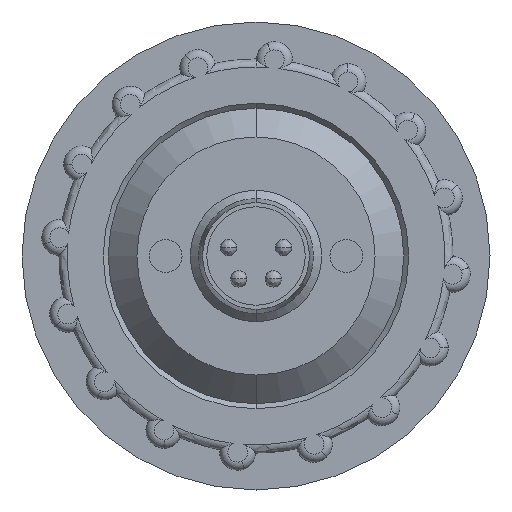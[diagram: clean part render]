
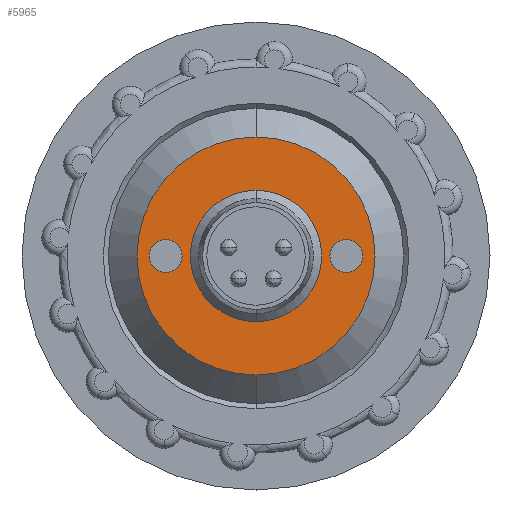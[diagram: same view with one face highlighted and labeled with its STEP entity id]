
A CAD part, front view. The second image highlights one B-rep face of the part: STEP entity #5965.
In plain terms, the highlighted planar face has unit normal (0, -1, 0).
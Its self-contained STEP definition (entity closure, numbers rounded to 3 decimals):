
#67 = AXIS2_PLACEMENT_3D ( 'NONE', #5325, #2684, #4829 ) ;
#175 = DIRECTION ( 'NONE',  ( 0., -1., 0. ) ) ;
#527 = ORIENTED_EDGE ( 'NONE', *, *, #1791, .F. ) ;
#625 = CARTESIAN_POINT ( 'NONE',  ( 5.5, -10.5, 0. ) ) ;
#875 = AXIS2_PLACEMENT_3D ( 'NONE', #1788, #3422, #1290 ) ;
#1008 = CIRCLE ( 'NONE', #4288, 1. ) ;
#1066 = VERTEX_POINT ( 'NONE', #3606 ) ;
#1192 = VERTEX_POINT ( 'NONE', #4392 ) ;
#1206 = AXIS2_PLACEMENT_3D ( 'NONE', #1300, #4847, #2841 ) ;
#1290 = DIRECTION ( 'NONE',  ( 0., 0., -1. ) ) ;
#1300 = CARTESIAN_POINT ( 'NONE',  ( -5.5, -10.5, 0. ) ) ;
#1507 = EDGE_CURVE ( 'NONE', #4275, #1192, #1683, .T. ) ;
#1569 = FACE_OUTER_BOUND ( 'NONE', #1801, .T. ) ;
#1571 = CARTESIAN_POINT ( 'NONE',  ( 0., -10.5, 7.25 ) ) ;
#1664 = DIRECTION ( 'NONE',  ( 0., 0., 1. ) ) ;
#1683 = CIRCLE ( 'NONE', #2760, 7.25 ) ;
#1773 = CARTESIAN_POINT ( 'NONE',  ( 5.5, -10.5, 0. ) ) ;
#1788 = CARTESIAN_POINT ( 'NONE',  ( -5.5, -10.5, 0. ) ) ;
#1791 = EDGE_CURVE ( 'NONE', #5802, #5685, #4808, .T. ) ;
#1801 = EDGE_LOOP ( 'NONE', ( #5076, #3668 ) ) ;
#1803 = CARTESIAN_POINT ( 'NONE',  ( 5.5, -10.5, 1. ) ) ;
#1919 = EDGE_CURVE ( 'NONE', #5685, #5802, #1008, .T. ) ;
#1958 = EDGE_CURVE ( 'NONE', #1192, #4275, #3557, .T. ) ;
#2203 = ORIENTED_EDGE ( 'NONE', *, *, #1919, .F. ) ;
#2459 = ORIENTED_EDGE ( 'NONE', *, *, #4504, .F. ) ;
#2684 = DIRECTION ( 'NONE',  ( 0., -1., 0. ) ) ;
#2760 = AXIS2_PLACEMENT_3D ( 'NONE', #5668, #175, #4614 ) ;
#2795 = EDGE_LOOP ( 'NONE', ( #2459, #2819 ) ) ;
#2819 = ORIENTED_EDGE ( 'NONE', *, *, #4875, .F. ) ;
#2841 = DIRECTION ( 'NONE',  ( 0., 0., -1. ) ) ;
#3089 = VERTEX_POINT ( 'NONE', #4158 ) ;
#3103 = PLANE ( 'NONE',  #3306 ) ;
#3206 = DIRECTION ( 'NONE',  ( 0., 0., -1. ) ) ;
#3306 = AXIS2_PLACEMENT_3D ( 'NONE', #4157, #3727, #1664 ) ;
#3422 = DIRECTION ( 'NONE',  ( 0., -1., 0. ) ) ;
#3557 = CIRCLE ( 'NONE', #67, 7.25 ) ;
#3606 = CARTESIAN_POINT ( 'NONE',  ( -5.5, -10.5, -1. ) ) ;
#3668 = ORIENTED_EDGE ( 'NONE', *, *, #1958, .T. ) ;
#3727 = DIRECTION ( 'NONE',  ( 0., 1., 0. ) ) ;
#3768 = EDGE_LOOP ( 'NONE', ( #527, #2203 ) ) ;
#4157 = CARTESIAN_POINT ( 'NONE',  ( -7.25, -10.5, 0. ) ) ;
#4158 = CARTESIAN_POINT ( 'NONE',  ( -5.5, -10.5, 1. ) ) ;
#4275 = VERTEX_POINT ( 'NONE', #1571 ) ;
#4288 = AXIS2_PLACEMENT_3D ( 'NONE', #1773, #4724, #3206 ) ;
#4392 = CARTESIAN_POINT ( 'NONE',  ( 0., -10.5, -7.25 ) ) ;
#4504 = EDGE_CURVE ( 'NONE', #1066, #3089, #5646, .T. ) ;
#4614 = DIRECTION ( 'NONE',  ( 0., 0., -1. ) ) ;
#4724 = DIRECTION ( 'NONE',  ( 0., -1., 0. ) ) ;
#4808 = CIRCLE ( 'NONE', #6288, 1. ) ;
#4829 = DIRECTION ( 'NONE',  ( 0., 0., -1. ) ) ;
#4847 = DIRECTION ( 'NONE',  ( 0., -1., 0. ) ) ;
#4875 = EDGE_CURVE ( 'NONE', #3089, #1066, #6474, .T. ) ;
#5076 = ORIENTED_EDGE ( 'NONE', *, *, #1507, .T. ) ;
#5192 = DIRECTION ( 'NONE',  ( 0., 0., -1. ) ) ;
#5325 = CARTESIAN_POINT ( 'NONE',  ( 0., -10.5, 0. ) ) ;
#5646 = CIRCLE ( 'NONE', #1206, 1. ) ;
#5668 = CARTESIAN_POINT ( 'NONE',  ( 0., -10.5, 0. ) ) ;
#5685 = VERTEX_POINT ( 'NONE', #1803 ) ;
#5700 = FACE_BOUND ( 'NONE', #3768, .T. ) ;
#5802 = VERTEX_POINT ( 'NONE', #5945 ) ;
#5945 = CARTESIAN_POINT ( 'NONE',  ( 5.5, -10.5, -1. ) ) ;
#5965 = ADVANCED_FACE ( 'NONE', ( #5700, #6133, #1569 ), #3103, .F. ) ;
#6117 = DIRECTION ( 'NONE',  ( 0., -1., 0. ) ) ;
#6133 = FACE_BOUND ( 'NONE', #2795, .T. ) ;
#6288 = AXIS2_PLACEMENT_3D ( 'NONE', #625, #6117, #5192 ) ;
#6474 = CIRCLE ( 'NONE', #875, 1. ) ;
